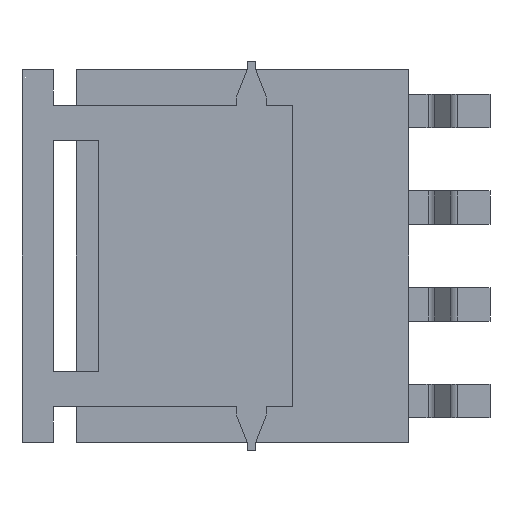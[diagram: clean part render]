
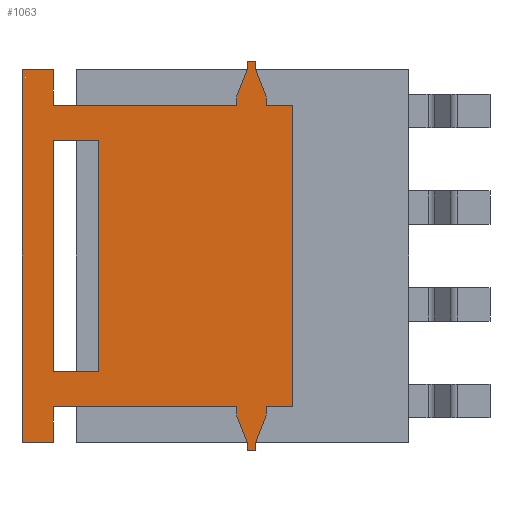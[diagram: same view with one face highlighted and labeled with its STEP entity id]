
A CAD part, front view. The second image highlights one B-rep face of the part: STEP entity #1063.
In plain terms, the highlighted planar face has unit normal (0, -1, 0).
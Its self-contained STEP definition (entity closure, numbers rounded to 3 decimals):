
#53=FACE_BOUND('',#173,.T.);
#64=PLANE('',#1151);
#115=FACE_OUTER_BOUND('',#172,.T.);
#172=EDGE_LOOP('',(#774,#775,#776,#777,#778,#779,#780,#781,#782,#783,#784,
#785,#786,#787,#788,#789,#790,#791,#792,#793,#794,#795,#796,#797));
#173=EDGE_LOOP('',(#798,#799,#800,#801));
#258=LINE('',#1599,#384);
#259=LINE('',#1601,#385);
#260=LINE('',#1603,#386);
#261=LINE('',#1605,#387);
#262=LINE('',#1607,#388);
#263=LINE('',#1609,#389);
#264=LINE('',#1611,#390);
#265=LINE('',#1613,#391);
#266=LINE('',#1615,#392);
#267=LINE('',#1617,#393);
#268=LINE('',#1619,#394);
#269=LINE('',#1621,#395);
#270=LINE('',#1623,#396);
#271=LINE('',#1625,#397);
#272=LINE('',#1627,#398);
#273=LINE('',#1629,#399);
#274=LINE('',#1631,#400);
#275=LINE('',#1633,#401);
#276=LINE('',#1635,#402);
#277=LINE('',#1637,#403);
#278=LINE('',#1639,#404);
#279=LINE('',#1641,#405);
#280=LINE('',#1643,#406);
#281=LINE('',#1644,#407);
#282=LINE('',#1647,#408);
#283=LINE('',#1649,#409);
#284=LINE('',#1651,#410);
#285=LINE('',#1652,#411);
#384=VECTOR('',#1292,1000.);
#385=VECTOR('',#1293,1000.);
#386=VECTOR('',#1294,1000.);
#387=VECTOR('',#1295,1000.);
#388=VECTOR('',#1296,1000.);
#389=VECTOR('',#1297,1000.);
#390=VECTOR('',#1298,1000.);
#391=VECTOR('',#1299,1000.);
#392=VECTOR('',#1300,1000.);
#393=VECTOR('',#1301,1000.);
#394=VECTOR('',#1302,1000.);
#395=VECTOR('',#1303,1000.);
#396=VECTOR('',#1304,1000.);
#397=VECTOR('',#1305,1000.);
#398=VECTOR('',#1306,1000.);
#399=VECTOR('',#1307,1000.);
#400=VECTOR('',#1308,1000.);
#401=VECTOR('',#1309,1000.);
#402=VECTOR('',#1310,1000.);
#403=VECTOR('',#1311,1000.);
#404=VECTOR('',#1312,1000.);
#405=VECTOR('',#1313,1000.);
#406=VECTOR('',#1314,1000.);
#407=VECTOR('',#1315,1000.);
#408=VECTOR('',#1316,1000.);
#409=VECTOR('',#1317,1000.);
#410=VECTOR('',#1318,1000.);
#411=VECTOR('',#1319,1000.);
#520=VERTEX_POINT('',#1597);
#521=VERTEX_POINT('',#1598);
#522=VERTEX_POINT('',#1600);
#523=VERTEX_POINT('',#1602);
#524=VERTEX_POINT('',#1604);
#525=VERTEX_POINT('',#1606);
#526=VERTEX_POINT('',#1608);
#527=VERTEX_POINT('',#1610);
#528=VERTEX_POINT('',#1612);
#529=VERTEX_POINT('',#1614);
#530=VERTEX_POINT('',#1616);
#531=VERTEX_POINT('',#1618);
#532=VERTEX_POINT('',#1620);
#533=VERTEX_POINT('',#1622);
#534=VERTEX_POINT('',#1624);
#535=VERTEX_POINT('',#1626);
#536=VERTEX_POINT('',#1628);
#537=VERTEX_POINT('',#1630);
#538=VERTEX_POINT('',#1632);
#539=VERTEX_POINT('',#1634);
#540=VERTEX_POINT('',#1636);
#541=VERTEX_POINT('',#1638);
#542=VERTEX_POINT('',#1640);
#543=VERTEX_POINT('',#1642);
#544=VERTEX_POINT('',#1645);
#545=VERTEX_POINT('',#1646);
#546=VERTEX_POINT('',#1648);
#547=VERTEX_POINT('',#1650);
#618=EDGE_CURVE('',#520,#521,#258,.T.);
#619=EDGE_CURVE('',#522,#520,#259,.T.);
#620=EDGE_CURVE('',#523,#522,#260,.T.);
#621=EDGE_CURVE('',#524,#523,#261,.T.);
#622=EDGE_CURVE('',#525,#524,#262,.T.);
#623=EDGE_CURVE('',#526,#525,#263,.T.);
#624=EDGE_CURVE('',#527,#526,#264,.T.);
#625=EDGE_CURVE('',#528,#527,#265,.T.);
#626=EDGE_CURVE('',#529,#528,#266,.T.);
#627=EDGE_CURVE('',#530,#529,#267,.T.);
#628=EDGE_CURVE('',#531,#530,#268,.T.);
#629=EDGE_CURVE('',#532,#531,#269,.T.);
#630=EDGE_CURVE('',#533,#532,#270,.T.);
#631=EDGE_CURVE('',#534,#533,#271,.T.);
#632=EDGE_CURVE('',#535,#534,#272,.T.);
#633=EDGE_CURVE('',#536,#535,#273,.T.);
#634=EDGE_CURVE('',#537,#536,#274,.T.);
#635=EDGE_CURVE('',#538,#537,#275,.T.);
#636=EDGE_CURVE('',#539,#538,#276,.T.);
#637=EDGE_CURVE('',#540,#539,#277,.T.);
#638=EDGE_CURVE('',#541,#540,#278,.T.);
#639=EDGE_CURVE('',#542,#541,#279,.T.);
#640=EDGE_CURVE('',#543,#542,#280,.T.);
#641=EDGE_CURVE('',#521,#543,#281,.T.);
#642=EDGE_CURVE('',#544,#545,#282,.T.);
#643=EDGE_CURVE('',#545,#546,#283,.T.);
#644=EDGE_CURVE('',#546,#547,#284,.T.);
#645=EDGE_CURVE('',#547,#544,#285,.T.);
#774=ORIENTED_EDGE('',*,*,#618,.F.);
#775=ORIENTED_EDGE('',*,*,#619,.F.);
#776=ORIENTED_EDGE('',*,*,#620,.F.);
#777=ORIENTED_EDGE('',*,*,#621,.F.);
#778=ORIENTED_EDGE('',*,*,#622,.F.);
#779=ORIENTED_EDGE('',*,*,#623,.F.);
#780=ORIENTED_EDGE('',*,*,#624,.F.);
#781=ORIENTED_EDGE('',*,*,#625,.F.);
#782=ORIENTED_EDGE('',*,*,#626,.F.);
#783=ORIENTED_EDGE('',*,*,#627,.F.);
#784=ORIENTED_EDGE('',*,*,#628,.F.);
#785=ORIENTED_EDGE('',*,*,#629,.F.);
#786=ORIENTED_EDGE('',*,*,#630,.F.);
#787=ORIENTED_EDGE('',*,*,#631,.F.);
#788=ORIENTED_EDGE('',*,*,#632,.F.);
#789=ORIENTED_EDGE('',*,*,#633,.F.);
#790=ORIENTED_EDGE('',*,*,#634,.F.);
#791=ORIENTED_EDGE('',*,*,#635,.F.);
#792=ORIENTED_EDGE('',*,*,#636,.F.);
#793=ORIENTED_EDGE('',*,*,#637,.F.);
#794=ORIENTED_EDGE('',*,*,#638,.F.);
#795=ORIENTED_EDGE('',*,*,#639,.F.);
#796=ORIENTED_EDGE('',*,*,#640,.F.);
#797=ORIENTED_EDGE('',*,*,#641,.F.);
#798=ORIENTED_EDGE('',*,*,#642,.T.);
#799=ORIENTED_EDGE('',*,*,#643,.T.);
#800=ORIENTED_EDGE('',*,*,#644,.T.);
#801=ORIENTED_EDGE('',*,*,#645,.T.);
#1063=ADVANCED_FACE('',(#115,#53),#64,.F.);
#1151=AXIS2_PLACEMENT_3D('',#1596,#1290,#1291);
#1290=DIRECTION('center_axis',(0.,1.,0.));
#1291=DIRECTION('ref_axis',(0.,0.,1.));
#1292=DIRECTION('',(0.,0.,1.));
#1293=DIRECTION('',(-1.,0.,0.));
#1294=DIRECTION('',(0.,0.,-1.));
#1295=DIRECTION('',(-1.,0.,0.));
#1296=DIRECTION('',(0.,0.,1.));
#1297=DIRECTION('',(-0.362,0.,0.932));
#1298=DIRECTION('',(0.,0.,1.));
#1299=DIRECTION('',(-1.,0.,0.));
#1300=DIRECTION('',(0.,0.,-1.));
#1301=DIRECTION('',(-0.362,0.,-0.932));
#1302=DIRECTION('',(0.,0.,-1.));
#1303=DIRECTION('',(-1.,0.,0.));
#1304=DIRECTION('',(0.,0.,-1.));
#1305=DIRECTION('',(1.,0.,0.));
#1306=DIRECTION('',(0.,0.,-1.));
#1307=DIRECTION('',(0.362,0.,-0.932));
#1308=DIRECTION('',(0.,0.,-1.));
#1309=DIRECTION('',(1.,0.,0.));
#1310=DIRECTION('',(0.,0.,1.));
#1311=DIRECTION('',(0.362,0.,0.932));
#1312=DIRECTION('',(0.,0.,1.));
#1313=DIRECTION('',(1.,0.,0.));
#1314=DIRECTION('',(0.,0.,-1.));
#1315=DIRECTION('',(1.,0.,0.));
#1316=DIRECTION('',(0.,0.,1.));
#1317=DIRECTION('',(1.,0.,0.));
#1318=DIRECTION('',(0.,0.,-1.));
#1319=DIRECTION('',(-1.,0.,0.));
#1596=CARTESIAN_POINT('Origin',(-2.895,0.,-2.45));
#1597=CARTESIAN_POINT('',(-2.895,0.,-2.45));
#1598=CARTESIAN_POINT('',(-2.895,0.,2.45));
#1599=CARTESIAN_POINT('',(-2.895,0.,2.45));
#1600=CARTESIAN_POINT('',(-2.485,0.,-2.45));
#1601=CARTESIAN_POINT('',(-2.485,0.,-2.45));
#1602=CARTESIAN_POINT('',(-2.485,0.,-1.98));
#1603=CARTESIAN_POINT('',(-2.485,0.,-1.98));
#1604=CARTESIAN_POINT('',(-0.075,0.,-1.98));
#1605=CARTESIAN_POINT('',(-2.485,0.,-1.98));
#1606=CARTESIAN_POINT('',(-0.075,0.,-2.09));
#1607=CARTESIAN_POINT('',(-0.075,0.,-2.09));
#1608=CARTESIAN_POINT('',(0.065,0.,-2.45));
#1609=CARTESIAN_POINT('',(-0.075,0.,-2.09));
#1610=CARTESIAN_POINT('',(0.065,0.,-2.56));
#1611=CARTESIAN_POINT('',(0.065,0.,-2.56));
#1612=CARTESIAN_POINT('',(0.175,0.,-2.56));
#1613=CARTESIAN_POINT('',(0.175,0.,-2.56));
#1614=CARTESIAN_POINT('',(0.175,0.,-2.45));
#1615=CARTESIAN_POINT('',(0.175,0.,-2.56));
#1616=CARTESIAN_POINT('',(0.315,0.,-2.09));
#1617=CARTESIAN_POINT('',(0.315,0.,-2.09));
#1618=CARTESIAN_POINT('',(0.315,0.,-1.98));
#1619=CARTESIAN_POINT('',(0.315,0.,-2.09));
#1620=CARTESIAN_POINT('',(0.665,0.,-1.98));
#1621=CARTESIAN_POINT('',(0.315,0.,-1.98));
#1622=CARTESIAN_POINT('',(0.665,0.,1.98));
#1623=CARTESIAN_POINT('',(0.665,0.,1.98));
#1624=CARTESIAN_POINT('',(0.315,0.,1.98));
#1625=CARTESIAN_POINT('',(0.315,0.,1.98));
#1626=CARTESIAN_POINT('',(0.315,0.,2.09));
#1627=CARTESIAN_POINT('',(0.315,0.,2.09));
#1628=CARTESIAN_POINT('',(0.175,0.,2.45));
#1629=CARTESIAN_POINT('',(0.315,0.,2.09));
#1630=CARTESIAN_POINT('',(0.175,0.,2.56));
#1631=CARTESIAN_POINT('',(0.175,0.,2.56));
#1632=CARTESIAN_POINT('',(0.065,0.,2.56));
#1633=CARTESIAN_POINT('',(0.175,0.,2.56));
#1634=CARTESIAN_POINT('',(0.065,0.,2.45));
#1635=CARTESIAN_POINT('',(0.065,0.,2.56));
#1636=CARTESIAN_POINT('',(-0.075,0.,2.09));
#1637=CARTESIAN_POINT('',(-0.075,0.,2.09));
#1638=CARTESIAN_POINT('',(-0.075,0.,1.98));
#1639=CARTESIAN_POINT('',(-0.075,0.,2.09));
#1640=CARTESIAN_POINT('',(-2.485,0.,1.98));
#1641=CARTESIAN_POINT('',(-2.485,0.,1.98));
#1642=CARTESIAN_POINT('',(-2.485,0.,2.45));
#1643=CARTESIAN_POINT('',(-2.485,0.,2.45));
#1644=CARTESIAN_POINT('',(-2.485,0.,2.45));
#1645=CARTESIAN_POINT('',(-2.485,0.,-1.52));
#1646=CARTESIAN_POINT('',(-2.485,0.,1.52));
#1647=CARTESIAN_POINT('',(-2.485,0.,1.52));
#1648=CARTESIAN_POINT('',(-1.885,0.,1.52));
#1649=CARTESIAN_POINT('',(-1.885,0.,1.52));
#1650=CARTESIAN_POINT('',(-1.885,0.,-1.52));
#1651=CARTESIAN_POINT('',(-1.885,0.,1.52));
#1652=CARTESIAN_POINT('',(-1.885,0.,-1.52));
